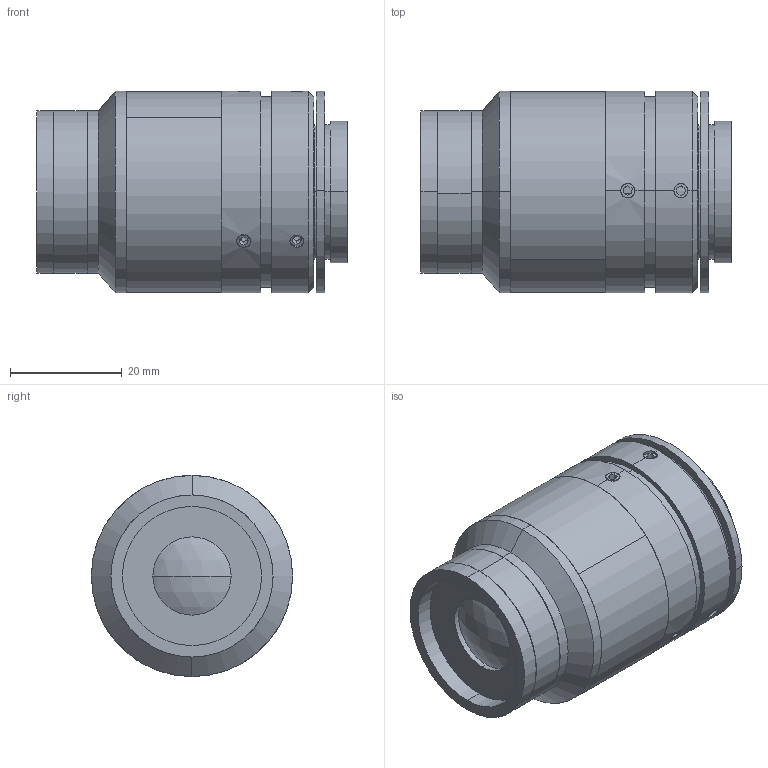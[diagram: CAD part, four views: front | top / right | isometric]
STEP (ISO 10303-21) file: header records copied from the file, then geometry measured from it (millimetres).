
FILE_DESCRIPTION (( 'STEP AP203' ), '1' );
FILE_NAME ('XF-MH03X166.STEP', '2024-08-03T09:28:16', ( '' ), ( '' ), 'SwSTEP 2.0', 'SolidWorks 2022', '' );
FILE_SCHEMA (( 'CONFIG_CONTROL_DESIGN' ));
Length unit declared in the file: millimetre
Products named in the file (1): XF-MH03X166
Bounding box: 55.5 x 36 x 36 mm (x, y, z)
Surface area: 10975.7 mm2 (no closed solid volume)
Topology: 0 solids, 16 shells, 121 faces, 354 edges, 233 vertices
Faces by surface type: plane 61, cylinder 44, cone 14, sphere 2
Entity records: 4413 total; most frequent: CARTESIAN_POINT 1157, DIRECTION 700, ORIENTED_EDGE 555, EDGE_CURVE 346, AXIS2_PLACEMENT_3D 256, VERTEX_POINT 233, LINE 188, VECTOR 188
